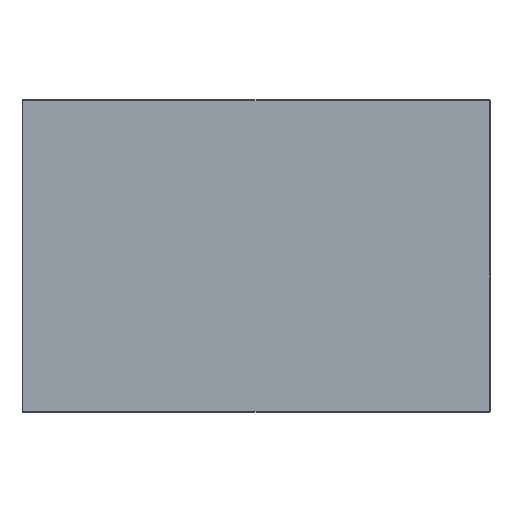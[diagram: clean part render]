
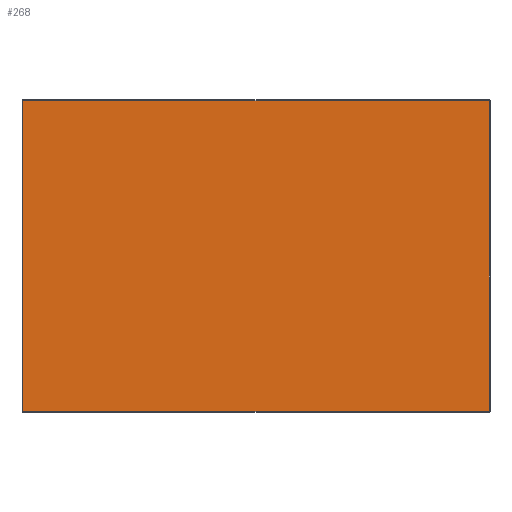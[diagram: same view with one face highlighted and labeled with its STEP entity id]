
A CAD part, top view. The second image highlights one B-rep face of the part: STEP entity #268.
In plain terms, the highlighted face is planar.
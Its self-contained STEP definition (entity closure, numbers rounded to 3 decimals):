
#268=ADVANCED_FACE('',(#371),#1571,.T.);
#371=FACE_OUTER_BOUND('',#474,.T.);
#474=EDGE_LOOP('',(#595,#596,#597,#598));
#595=ORIENTED_EDGE('',*,*,#1017,.F.);
#596=ORIENTED_EDGE('',*,*,#1018,.F.);
#597=ORIENTED_EDGE('',*,*,#1019,.F.);
#598=ORIENTED_EDGE('',*,*,#1016,.F.);
#1016=EDGE_CURVE('',#1437,#1438,#1247,.T.);
#1017=EDGE_CURVE('',#1439,#1437,#1248,.T.);
#1018=EDGE_CURVE('',#1440,#1439,#1249,.T.);
#1019=EDGE_CURVE('',#1438,#1440,#1250,.T.);
#1247=B_SPLINE_CURVE_WITH_KNOTS('',1,(#2373,#2374),.UNSPECIFIED.,.F.,.F.,
(2,2),(-498.,0.),.UNSPECIFIED.);
#1248=B_SPLINE_CURVE_WITH_KNOTS('',1,(#2375,#2376),.UNSPECIFIED.,.F.,.F.,
(2,2),(-748.,0.),.UNSPECIFIED.);
#1249=B_SPLINE_CURVE_WITH_KNOTS('',1,(#2377,#2378),.UNSPECIFIED.,.F.,.F.,
(2,2),(-498.,0.),.UNSPECIFIED.);
#1250=B_SPLINE_CURVE_WITH_KNOTS('',1,(#2379,#2380),.UNSPECIFIED.,.F.,.F.,
(2,2),(-748.,0.),.UNSPECIFIED.);
#1437=VERTEX_POINT('',#2319);
#1438=VERTEX_POINT('',#2320);
#1439=VERTEX_POINT('',#2321);
#1440=VERTEX_POINT('',#2322);
#1571=PLANE('',#1779);
#1779=AXIS2_PLACEMENT_3D('',#2010,#1892,$);
#1892=DIRECTION('',(0.,1.,0.));
#2010=CARTESIAN_POINT('',(-448.8,90.,298.8));
#2319=CARTESIAN_POINT('',(374.,90.,-249.));
#2320=CARTESIAN_POINT('',(374.,90.,249.));
#2321=CARTESIAN_POINT('',(-374.,90.,-249.));
#2322=CARTESIAN_POINT('',(-374.,90.,249.));
#2373=CARTESIAN_POINT('',(374.,90.,-249.));
#2374=CARTESIAN_POINT('',(374.,90.,249.));
#2375=CARTESIAN_POINT('',(-374.,90.,-249.));
#2376=CARTESIAN_POINT('',(374.,90.,-249.));
#2377=CARTESIAN_POINT('',(-374.,90.,249.));
#2378=CARTESIAN_POINT('',(-374.,90.,-249.));
#2379=CARTESIAN_POINT('',(374.,90.,249.));
#2380=CARTESIAN_POINT('',(-374.,90.,249.));
